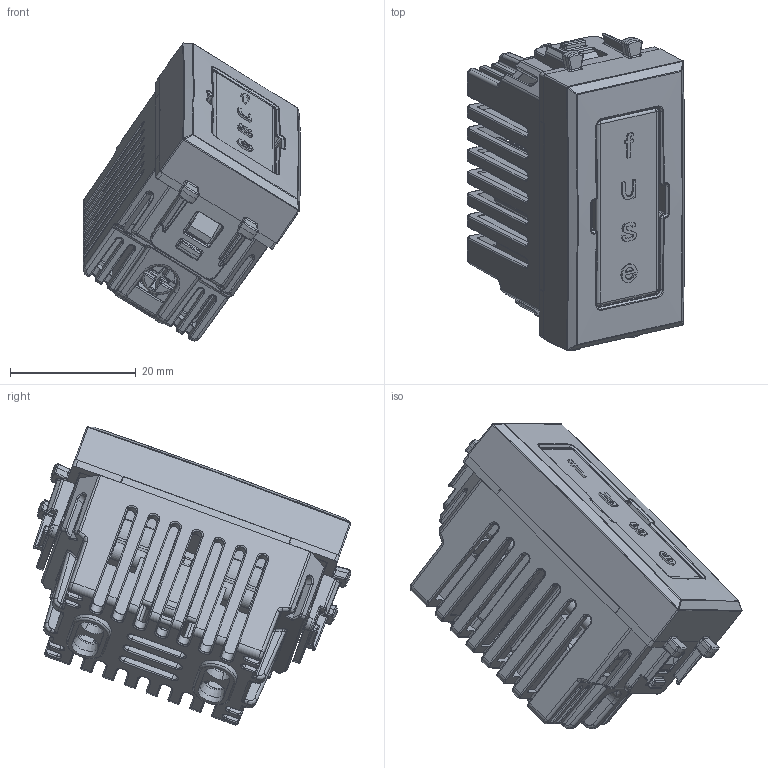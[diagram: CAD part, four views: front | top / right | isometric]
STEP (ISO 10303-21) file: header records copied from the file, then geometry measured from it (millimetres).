
FILE_DESCRIPTION(('CATIA V5 STEP Exchange'),'2;1');
FILE_NAME('442007-13A.stp','2024-03-06T13:35:39+00:00',('none'),('none'),'CATIA Version 5-6 Release 2016 SP6','CATIA V5 STEP AP203','none');
FILE_SCHEMA(('CONFIG_CONTROL_DESIGN'));
Products named in the file (1): DP442007-13A
Assembly tree (9 placements, depth 2):
  DP442007-13A
    #57
    #41728
    #80562  x2
    #82488  x2
    #83638  x2
    #87186
Bounding box: 34.58 x 50.63 x 47.5 mm (x, y, z)
Volume: 11917.6 mm3; surface area: 21348.3 mm2
Topology: 9 solids, 9 shells, 2665 faces, 7181 edges, 4346 vertices
Faces by surface type: plane 1047, cylinder 908, bspline 474, sphere 88, cone 74, torus 50, extrusion 20, revolution 4
Entity records: 97251 total; most frequent: CARTESIAN_POINT 45114, ORIENTED_EDGE 12956, DIRECTION 7080, EDGE_CURVE 6478, VERTEX_POINT 3961, VECTOR 3191, LINE 3171, EDGE_LOOP 2493
